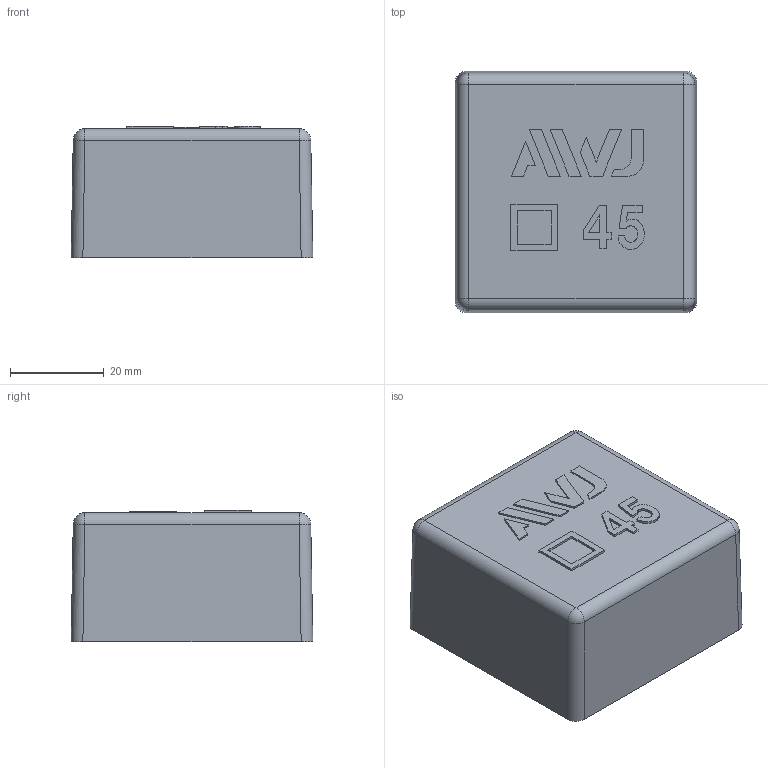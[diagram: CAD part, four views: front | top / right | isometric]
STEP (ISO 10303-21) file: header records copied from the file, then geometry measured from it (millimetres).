
FILE_DESCRIPTION( ( 'STEP AP203' ), '1' );
FILE_NAME( '45.step', '2022-07-25T02:17:58', ( ' ' ), ( ' ' ), 'XStep 1.0', ' ', ' ' );
FILE_SCHEMA( ( 'CONFIG_CONTROL_DESIGN' ) );
Length unit declared in the file: millimetre
Products named in the file (1): 1
Bounding box: 51.6 x 51.6 x 28 mm (x, y, z)
Volume: 21732.4 mm3; surface area: 14764.7 mm2
Topology: 1 solids, 1 shells, 93 faces, 232 edges, 148 vertices
Faces by surface type: plane 76, cylinder 10, sphere 4, extrusion 3
Entity records: 2796 total; most frequent: CARTESIAN_POINT 664, ORIENTED_EDGE 456, DIRECTION 369, EDGE_CURVE 228, VERTEX_POINT 148, VECTOR 147, LINE 144, AXIS2_PLACEMENT_3D 111
